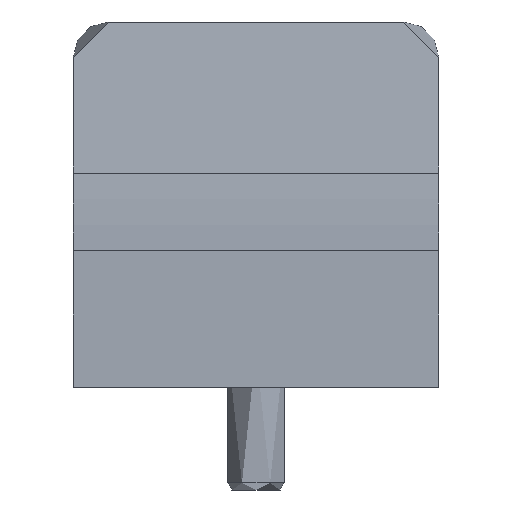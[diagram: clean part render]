
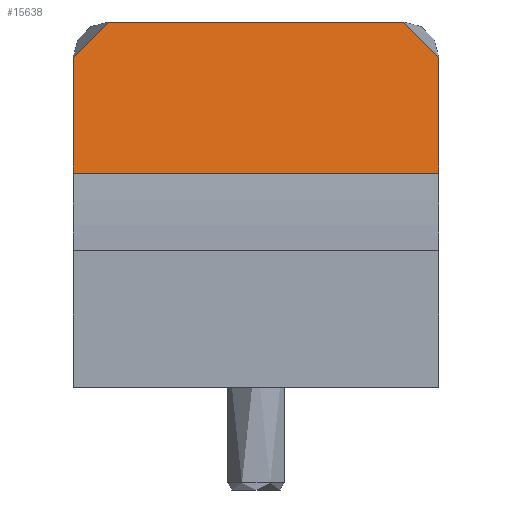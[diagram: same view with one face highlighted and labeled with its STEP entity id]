
A CAD part, left-side view. The second image highlights one B-rep face of the part: STEP entity #15638.
In plain terms, the highlighted planar face has unit normal (-0.994, 0, 0.11).
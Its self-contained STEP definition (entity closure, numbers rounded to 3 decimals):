
#110 = VECTOR ( 'NONE', #20392, 1000. ) ;
#134 = PLANE ( 'NONE',  #28925 ) ;
#517 = LINE ( 'NONE', #32628, #33567 ) ;
#1414 = EDGE_LOOP ( 'NONE', ( #4921, #2313, #26069, #31033, #1914, #32286 ) ) ;
#1914 = ORIENTED_EDGE ( 'NONE', *, *, #21254, .F. ) ;
#2313 = ORIENTED_EDGE ( 'NONE', *, *, #15500, .T. ) ;
#4870 = EDGE_CURVE ( 'NONE', #20034, #33146, #517, .T. ) ;
#4921 = ORIENTED_EDGE ( 'NONE', *, *, #4870, .T. ) ;
#6033 = CARTESIAN_POINT ( 'NONE',  ( -8.388, -26., 30.505 ) ) ;
#6980 = LINE ( 'NONE', #26321, #15703 ) ;
#7531 = VERTEX_POINT ( 'NONE', #19556 ) ;
#7889 = CARTESIAN_POINT ( 'NONE',  ( -8.755, 26., 27.202 ) ) ;
#8199 = CARTESIAN_POINT ( 'NONE',  ( -6.556, 26., 47. ) ) ;
#12038 = LINE ( 'NONE', #33074, #14152 ) ;
#12149 = LINE ( 'NONE', #20509, #110 ) ;
#13388 = CARTESIAN_POINT ( 'NONE',  ( -6., 21., 52. ) ) ;
#14152 = VECTOR ( 'NONE', #30316, 1000. ) ;
#14924 =( BOUNDED_CURVE ( )  B_SPLINE_CURVE ( 3, ( #17148, #32863, #30517, #22587 ),
 .UNSPECIFIED., .F., .F. ) 
 B_SPLINE_CURVE_WITH_KNOTS ( ( 4, 4 ),
 ( 4.712, 6.283 ),
 .UNSPECIFIED. ) 
 CURVE ( )  GEOMETRIC_REPRESENTATION_ITEM ( )  RATIONAL_B_SPLINE_CURVE ( ( 1., 0.805, 0.805, 1. ) ) 
 REPRESENTATION_ITEM ( '' )  );
#15500 = EDGE_CURVE ( 'NONE', #33146, #7531, #14924, .T. ) ;
#15638 = ADVANCED_FACE ( 'NONE', ( #27696 ), #134, .F. ) ;
#15703 = VECTOR ( 'NONE', #28961, 1000. ) ;
#15734 = CARTESIAN_POINT ( 'NONE',  ( -6., 21., 52. ) ) ;
#16993 = CARTESIAN_POINT ( 'NONE',  ( -6.556, -26., 47. ) ) ;
#17148 = CARTESIAN_POINT ( 'NONE',  ( -6.556, -26., 47. ) ) ;
#17420 = VERTEX_POINT ( 'NONE', #13388 ) ;
#18244 = CARTESIAN_POINT ( 'NONE',  ( -8.388, 26., 30.505 ) ) ;
#18606 = DIRECTION ( 'NONE',  ( 0.994, 0., -0.11 ) ) ;
#19301 = EDGE_CURVE ( 'NONE', #17420, #7531, #12038, .T. ) ;
#19556 = CARTESIAN_POINT ( 'NONE',  ( -6., -21., 52. ) ) ;
#20034 = VERTEX_POINT ( 'NONE', #6033 ) ;
#20392 = DIRECTION ( 'NONE',  ( 0., -1., 0. ) ) ;
#20509 = CARTESIAN_POINT ( 'NONE',  ( -8.388, 26., 30.505 ) ) ;
#21254 = EDGE_CURVE ( 'NONE', #33416, #22050, #6980, .T. ) ;
#22050 = VERTEX_POINT ( 'NONE', #31777 ) ;
#22587 = CARTESIAN_POINT ( 'NONE',  ( -6., -21., 52. ) ) ;
#25051 = EDGE_CURVE ( 'NONE', #17420, #22050, #29500, .T. ) ;
#26069 = ORIENTED_EDGE ( 'NONE', *, *, #19301, .F. ) ;
#26321 = CARTESIAN_POINT ( 'NONE',  ( -8.755, 26., 27.202 ) ) ;
#26689 = CARTESIAN_POINT ( 'NONE',  ( -6.23, 26., 49.929 ) ) ;
#27696 = FACE_OUTER_BOUND ( 'NONE', #1414, .T. ) ;
#28925 = AXIS2_PLACEMENT_3D ( 'NONE', #7889, #18606, #31769 ) ;
#28961 = DIRECTION ( 'NONE',  ( 0.11, 0., 0.994 ) ) ;
#29500 =( BOUNDED_CURVE ( )  B_SPLINE_CURVE ( 3, ( #15734, #34195, #26689, #8199 ),
 .UNSPECIFIED., .F., .F. ) 
 B_SPLINE_CURVE_WITH_KNOTS ( ( 4, 4 ),
 ( 3.142, 4.712 ),
 .UNSPECIFIED. ) 
 CURVE ( )  GEOMETRIC_REPRESENTATION_ITEM ( )  RATIONAL_B_SPLINE_CURVE ( ( 1., 0.805, 0.805, 1. ) ) 
 REPRESENTATION_ITEM ( '' )  );
#30316 = DIRECTION ( 'NONE',  ( 0., -1., 0. ) ) ;
#30517 = CARTESIAN_POINT ( 'NONE',  ( -6., -23.929, 52. ) ) ;
#31033 = ORIENTED_EDGE ( 'NONE', *, *, #25051, .T. ) ;
#31769 = DIRECTION ( 'NONE',  ( -0.11, 0., -0.994 ) ) ;
#31777 = CARTESIAN_POINT ( 'NONE',  ( -6.556, 26., 47. ) ) ;
#32286 = ORIENTED_EDGE ( 'NONE', *, *, #33827, .T. ) ;
#32628 = CARTESIAN_POINT ( 'NONE',  ( -8.755, -26., 27.202 ) ) ;
#32863 = CARTESIAN_POINT ( 'NONE',  ( -6.23, -26., 49.929 ) ) ;
#33074 = CARTESIAN_POINT ( 'NONE',  ( -6., 26., 52. ) ) ;
#33146 = VERTEX_POINT ( 'NONE', #16993 ) ;
#33416 = VERTEX_POINT ( 'NONE', #18244 ) ;
#33560 = DIRECTION ( 'NONE',  ( 0.11, 0., 0.994 ) ) ;
#33567 = VECTOR ( 'NONE', #33560, 1000. ) ;
#33827 = EDGE_CURVE ( 'NONE', #33416, #20034, #12149, .T. ) ;
#34195 = CARTESIAN_POINT ( 'NONE',  ( -6., 23.929, 52. ) ) ;
